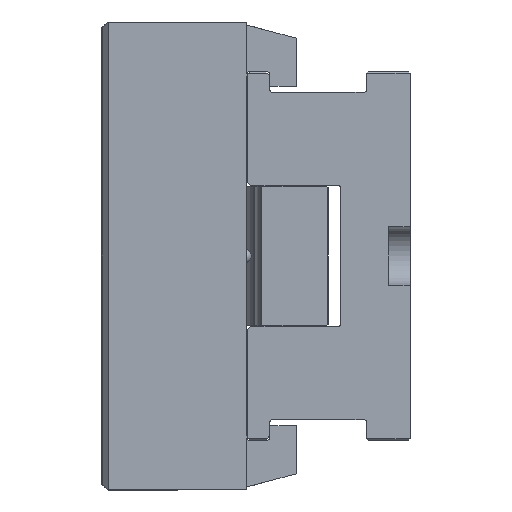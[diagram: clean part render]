
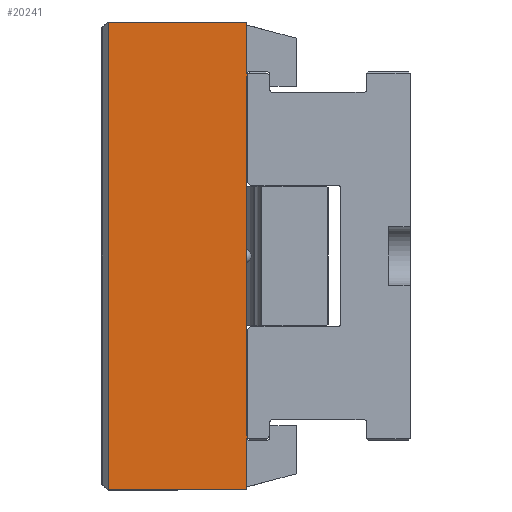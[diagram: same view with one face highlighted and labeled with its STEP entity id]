
A CAD part, left-side view. The second image highlights one B-rep face of the part: STEP entity #20241.
In plain terms, the highlighted face is planar.
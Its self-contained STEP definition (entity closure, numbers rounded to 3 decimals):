
#128 = CARTESIAN_POINT ( 'NONE',  ( -80., 0., 0. ) ) ;
#373 = FACE_OUTER_BOUND ( 'NONE', #26615, .T. ) ;
#474 = DIRECTION ( 'NONE',  ( 1., 0., 0. ) ) ;
#1538 = DIRECTION ( 'NONE',  ( 0., 0., -1. ) ) ;
#2894 = ORIENTED_EDGE ( 'NONE', *, *, #15161, .F. ) ;
#3186 = CARTESIAN_POINT ( 'NONE',  ( -25., -0.2, 0. ) ) ;
#3399 = LINE ( 'NONE', #8417, #9355 ) ;
#3600 = VECTOR ( 'NONE', #6917, 1000. ) ;
#3894 = CARTESIAN_POINT ( 'NONE',  ( 0., 49.3, 0. ) ) ;
#4094 = LINE ( 'NONE', #11086, #23418 ) ;
#4101 = CARTESIAN_POINT ( 'NONE',  ( 80., 47.3, 0. ) ) ;
#4389 = LINE ( 'NONE', #16936, #3600 ) ;
#4488 = VERTEX_POINT ( 'NONE', #10502 ) ;
#4998 = DIRECTION ( 'NONE',  ( 0., 1., 0. ) ) ;
#5555 = VERTEX_POINT ( 'NONE', #6112 ) ;
#5612 = CARTESIAN_POINT ( 'NONE',  ( 25., -0.2, 0. ) ) ;
#5848 = LINE ( 'NONE', #12714, #31619 ) ;
#6112 = CARTESIAN_POINT ( 'NONE',  ( 80., 0., 0. ) ) ;
#6656 = AXIS2_PLACEMENT_3D ( 'NONE', #3894, #1538, #19169 ) ;
#6857 = CARTESIAN_POINT ( 'NONE',  ( 0., 0., 0. ) ) ;
#6917 = DIRECTION ( 'NONE',  ( 0., 1., 0. ) ) ;
#7275 = VECTOR ( 'NONE', #24809, 1000. ) ;
#8191 = ORIENTED_EDGE ( 'NONE', *, *, #32714, .T. ) ;
#8417 = CARTESIAN_POINT ( 'NONE',  ( 25., -0.2, 0. ) ) ;
#9191 = VECTOR ( 'NONE', #29862, 1000. ) ;
#9355 = VECTOR ( 'NONE', #16459, 1000. ) ;
#9666 = EDGE_CURVE ( 'NONE', #28428, #11060, #30023, .T. ) ;
#9846 = VERTEX_POINT ( 'NONE', #27632 ) ;
#10042 = CARTESIAN_POINT ( 'NONE',  ( -62.5, -0.2, 0. ) ) ;
#10502 = CARTESIAN_POINT ( 'NONE',  ( 25., 0., 0. ) ) ;
#11060 = VERTEX_POINT ( 'NONE', #30204 ) ;
#11086 = CARTESIAN_POINT ( 'NONE',  ( 0., 0., 0. ) ) ;
#11093 = DIRECTION ( 'NONE',  ( 1., 0., 0. ) ) ;
#11206 = ORIENTED_EDGE ( 'NONE', *, *, #12924, .T. ) ;
#11472 = CARTESIAN_POINT ( 'NONE',  ( 62.5, -0.2, 0. ) ) ;
#11639 = EDGE_CURVE ( 'NONE', #11060, #4488, #26280, .T. ) ;
#12039 = LINE ( 'NONE', #12657, #25809 ) ;
#12303 = ORIENTED_EDGE ( 'NONE', *, *, #24871, .T. ) ;
#12622 = DIRECTION ( 'NONE',  ( -1., 0., 0. ) ) ;
#12657 = CARTESIAN_POINT ( 'NONE',  ( 80., 0., 0. ) ) ;
#12714 = CARTESIAN_POINT ( 'NONE',  ( -80., 0., 0. ) ) ;
#12924 = EDGE_CURVE ( 'NONE', #5555, #14770, #12039, .T. ) ;
#13470 = DIRECTION ( 'NONE',  ( -1., 0., 0. ) ) ;
#13484 = ORIENTED_EDGE ( 'NONE', *, *, #27251, .T. ) ;
#13527 = EDGE_CURVE ( 'NONE', #22136, #28428, #16842, .T. ) ;
#13785 = VERTEX_POINT ( 'NONE', #5612 ) ;
#14238 = VERTEX_POINT ( 'NONE', #20446 ) ;
#14337 = PLANE ( 'NONE',  #6656 ) ;
#14770 = VERTEX_POINT ( 'NONE', #4101 ) ;
#15161 = EDGE_CURVE ( 'NONE', #15458, #14238, #5848, .T. ) ;
#15447 = CARTESIAN_POINT ( 'NONE',  ( -25., -0.2, 0. ) ) ;
#15458 = VERTEX_POINT ( 'NONE', #128 ) ;
#16175 = DIRECTION ( 'NONE',  ( 1., 0., 0. ) ) ;
#16459 = DIRECTION ( 'NONE',  ( 0., 1., 0. ) ) ;
#16701 = EDGE_CURVE ( 'NONE', #13785, #4488, #3399, .T. ) ;
#16842 = LINE ( 'NONE', #3186, #28154 ) ;
#16936 = CARTESIAN_POINT ( 'NONE',  ( 62.5, -0.2, 0. ) ) ;
#17191 = ORIENTED_EDGE ( 'NONE', *, *, #31065, .T. ) ;
#18869 = LINE ( 'NONE', #21873, #9191 ) ;
#18950 = LINE ( 'NONE', #23642, #27481 ) ;
#19169 = DIRECTION ( 'NONE',  ( -1., 0., 0. ) ) ;
#19622 = ORIENTED_EDGE ( 'NONE', *, *, #32712, .F. ) ;
#20241 = ADVANCED_FACE ( 'NONE', ( #373 ), #14337, .F. ) ;
#20253 = EDGE_CURVE ( 'NONE', #22136, #9846, #18869, .T. ) ;
#20316 = DIRECTION ( 'NONE',  ( 0., 1., 0. ) ) ;
#20383 = DIRECTION ( 'NONE',  ( 0., 1., 0. ) ) ;
#20446 = CARTESIAN_POINT ( 'NONE',  ( -80., 47.3, 0. ) ) ;
#21873 = CARTESIAN_POINT ( 'NONE',  ( -62.5, -0.2, 0. ) ) ;
#22136 = VERTEX_POINT ( 'NONE', #10042 ) ;
#22326 = VECTOR ( 'NONE', #20383, 1000. ) ;
#23418 = VECTOR ( 'NONE', #16175, 1000. ) ;
#23642 = CARTESIAN_POINT ( 'NONE',  ( 25., -0.2, 0. ) ) ;
#24809 = DIRECTION ( 'NONE',  ( 1., 0., 0. ) ) ;
#24871 = EDGE_CURVE ( 'NONE', #14770, #14238, #32082, .T. ) ;
#24923 = CARTESIAN_POINT ( 'NONE',  ( -80., 47.3, 0. ) ) ;
#24980 = ORIENTED_EDGE ( 'NONE', *, *, #20253, .F. ) ;
#25057 = VECTOR ( 'NONE', #11093, 1000. ) ;
#25809 = VECTOR ( 'NONE', #20316, 1000. ) ;
#26280 = LINE ( 'NONE', #26477, #25057 ) ;
#26436 = VERTEX_POINT ( 'NONE', #11472 ) ;
#26439 = VECTOR ( 'NONE', #12622, 1000. ) ;
#26467 = ORIENTED_EDGE ( 'NONE', *, *, #11639, .T. ) ;
#26477 = CARTESIAN_POINT ( 'NONE',  ( 0., 0., 0. ) ) ;
#26615 = EDGE_LOOP ( 'NONE', ( #11206, #12303, #2894, #13484, #24980, #28969, #33348, #26467, #29224, #19622, #17191, #8191 ) ) ;
#27096 = LINE ( 'NONE', #6857, #7275 ) ;
#27251 = EDGE_CURVE ( 'NONE', #15458, #9846, #27096, .T. ) ;
#27481 = VECTOR ( 'NONE', #13470, 1000. ) ;
#27632 = CARTESIAN_POINT ( 'NONE',  ( -62.5, 0., 0. ) ) ;
#28154 = VECTOR ( 'NONE', #474, 1000. ) ;
#28428 = VERTEX_POINT ( 'NONE', #32880 ) ;
#28625 = CARTESIAN_POINT ( 'NONE',  ( 62.5, 0., 0. ) ) ;
#28969 = ORIENTED_EDGE ( 'NONE', *, *, #13527, .T. ) ;
#29224 = ORIENTED_EDGE ( 'NONE', *, *, #16701, .F. ) ;
#29862 = DIRECTION ( 'NONE',  ( 0., 1., 0. ) ) ;
#30023 = LINE ( 'NONE', #15447, #22326 ) ;
#30204 = CARTESIAN_POINT ( 'NONE',  ( -25., 0., 0. ) ) ;
#30594 = VERTEX_POINT ( 'NONE', #28625 ) ;
#31065 = EDGE_CURVE ( 'NONE', #26436, #30594, #4389, .T. ) ;
#31619 = VECTOR ( 'NONE', #4998, 1000. ) ;
#32082 = LINE ( 'NONE', #24923, #26439 ) ;
#32712 = EDGE_CURVE ( 'NONE', #26436, #13785, #18950, .T. ) ;
#32714 = EDGE_CURVE ( 'NONE', #30594, #5555, #4094, .T. ) ;
#32880 = CARTESIAN_POINT ( 'NONE',  ( -25., -0.2, 0. ) ) ;
#33348 = ORIENTED_EDGE ( 'NONE', *, *, #9666, .T. ) ;
